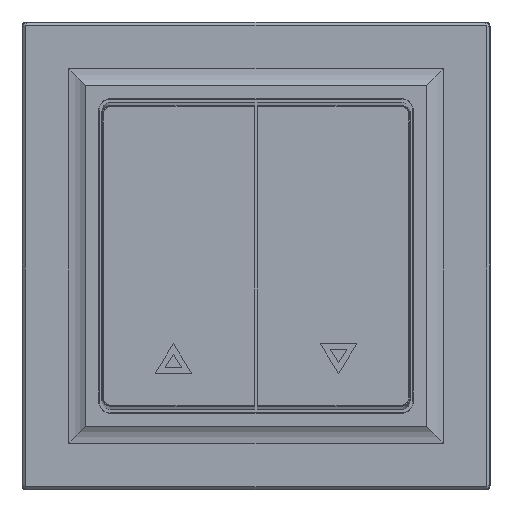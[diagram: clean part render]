
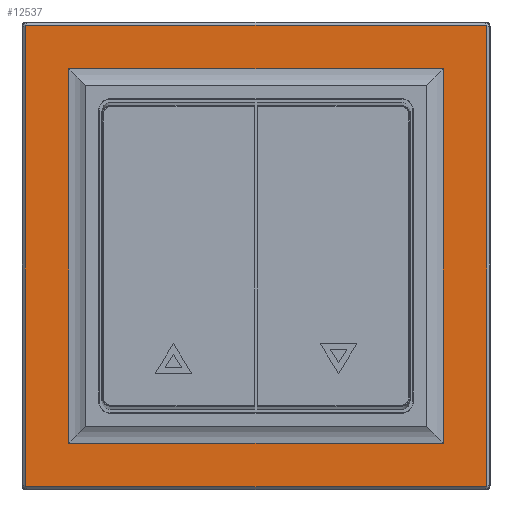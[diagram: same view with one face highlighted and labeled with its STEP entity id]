
A CAD part, top view. The second image highlights one B-rep face of the part: STEP entity #12537.
In plain terms, the highlighted planar face has unit normal (0, 0, 1).
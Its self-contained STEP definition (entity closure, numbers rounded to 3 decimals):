
#110 = CARTESIAN_POINT ( 'NONE',  ( 74.844, 8.357, 0.499 ) ) ;
#119 = DIRECTION ( 'NONE',  ( -1., 0., 0. ) ) ;
#311 = CARTESIAN_POINT ( 'NONE',  ( 82.675, 0.799, 0.499 ) ) ;
#690 = EDGE_LOOP ( 'NONE', ( #17330, #1652, #13202, #1441 ) ) ;
#784 = FACE_OUTER_BOUND ( 'NONE', #7750, .T. ) ;
#1150 = B_SPLINE_CURVE_WITH_KNOTS ( 'NONE', 3,
 ( #3118, #15542, #1624, #8087, #10977, #12367 ),
 .UNSPECIFIED., .F., .F.,
 ( 4, 2, 4 ),
 ( 0., 0.5, 1. ),
 .UNSPECIFIED. ) ;
#1338 = ORIENTED_EDGE ( 'NONE', *, *, #3285, .T. ) ;
#1349 = CARTESIAN_POINT ( 'NONE',  ( -0.273, 42., 0.499 ) ) ;
#1441 = ORIENTED_EDGE ( 'NONE', *, *, #15795, .T. ) ;
#1624 = CARTESIAN_POINT ( 'NONE',  ( 82.646, 83.343, 0.499 ) ) ;
#1652 = ORIENTED_EDGE ( 'NONE', *, *, #12765, .T. ) ;
#1763 = CARTESIAN_POINT ( 'NONE',  ( 82.402, 0.526, 0.499 ) ) ;
#1824 = VERTEX_POINT ( 'NONE', #14066 ) ;
#1956 = VECTOR ( 'NONE', #11085, 1000. ) ;
#2045 = CARTESIAN_POINT ( 'NONE',  ( 74.844, 12.357, 0.499 ) ) ;
#2193 = CARTESIAN_POINT ( 'NONE',  ( 7.558, 75.643, 0.499 ) ) ;
#3118 = CARTESIAN_POINT ( 'NONE',  ( 82.675, 83.201, 0.499 ) ) ;
#3167 = VECTOR ( 'NONE', #16377, 1000. ) ;
#3233 = CARTESIAN_POINT ( 'NONE',  ( -0.273, 0.799, 0.499 ) ) ;
#3285 = EDGE_CURVE ( 'NONE', #11061, #1824, #4090, .T. ) ;
#3303 = LINE ( 'NONE', #9390, #18538 ) ;
#3493 = ORIENTED_EDGE ( 'NONE', *, *, #17322, .T. ) ;
#3981 = CARTESIAN_POINT ( 'NONE',  ( -0.273, 0.799, 0.499 ) ) ;
#4090 = LINE ( 'NONE', #19342, #4665 ) ;
#4250 = EDGE_CURVE ( 'NONE', #17049, #18631, #14981, .T. ) ;
#4619 = EDGE_CURVE ( 'NONE', #18631, #17775, #10535, .T. ) ;
#4665 = VECTOR ( 'NONE', #10171, 1000. ) ;
#4741 = CARTESIAN_POINT ( 'NONE',  ( 82.544, 0.555, 0.499 ) ) ;
#4926 = VECTOR ( 'NONE', #6446, 1000. ) ;
#5019 = CARTESIAN_POINT ( 'NONE',  ( -0.072, 83.474, 0.499 ) ) ;
#5115 = CARTESIAN_POINT ( 'NONE',  ( -0.142, 83.444, 0.499 ) ) ;
#5219 = VERTEX_POINT ( 'NONE', #5734 ) ;
#5300 = DIRECTION ( 'NONE',  ( 1., 0., 0. ) ) ;
#5327 = VECTOR ( 'NONE', #9482, 1000. ) ;
#5538 = ORIENTED_EDGE ( 'NONE', *, *, #11965, .T. ) ;
#5606 = ORIENTED_EDGE ( 'NONE', *, *, #12112, .T. ) ;
#5734 = CARTESIAN_POINT ( 'NONE',  ( 82.675, 83.201, 0.499 ) ) ;
#6040 = LINE ( 'NONE', #12588, #1956 ) ;
#6446 = DIRECTION ( 'NONE',  ( 0., 1., 0. ) ) ;
#6765 = PLANE ( 'NONE',  #9203 ) ;
#6856 = DIRECTION ( 'NONE',  ( 1., 0., 0. ) ) ;
#6860 = CARTESIAN_POINT ( 'NONE',  ( -0.273, 0.727, 0.499 ) ) ;
#7065 = CARTESIAN_POINT ( 'NONE',  ( -0.142, 0.555, 0.499 ) ) ;
#7350 = VERTEX_POINT ( 'NONE', #14509 ) ;
#7750 = EDGE_LOOP ( 'NONE', ( #10643, #3493, #5606, #1338, #5538, #9637, #13148, #12494 ) ) ;
#8087 = CARTESIAN_POINT ( 'NONE',  ( 82.544, 83.444, 0.499 ) ) ;
#8198 = CARTESIAN_POINT ( 'NONE',  ( 70.844, 75.643, 0.499 ) ) ;
#8960 = VERTEX_POINT ( 'NONE', #110 ) ;
#9051 = CARTESIAN_POINT ( 'NONE',  ( 82.402, 0.526, 0.499 ) ) ;
#9203 = AXIS2_PLACEMENT_3D ( 'NONE', #17625, #11141, #6856 ) ;
#9348 = LINE ( 'NONE', #15119, #4926 ) ;
#9390 = CARTESIAN_POINT ( 'NONE',  ( 11.559, 8.357, 0.499 ) ) ;
#9482 = DIRECTION ( 'NONE',  ( 1., 0., 0. ) ) ;
#9637 = ORIENTED_EDGE ( 'NONE', *, *, #4250, .T. ) ;
#9733 = B_SPLINE_CURVE_WITH_KNOTS ( 'NONE', 3,
 ( #9051, #12310, #4741, #14000, #13612, #10922 ),
 .UNSPECIFIED., .F., .F.,
 ( 4, 2, 4 ),
 ( 0., 0.5, 1. ),
 .UNSPECIFIED. ) ;
#10161 = CARTESIAN_POINT ( 'NONE',  ( 0., 0.526, 0.499 ) ) ;
#10171 = DIRECTION ( 'NONE',  ( -1., 0., 0. ) ) ;
#10357 = CARTESIAN_POINT ( 'NONE',  ( -0.072, 0.526, 0.499 ) ) ;
#10391 = VERTEX_POINT ( 'NONE', #10945 ) ;
#10535 = B_SPLINE_CURVE_WITH_KNOTS ( 'NONE', 3,
 ( #3981, #6860, #16318, #7065, #10357, #10161 ),
 .UNSPECIFIED., .F., .F.,
 ( 4, 2, 4 ),
 ( 0., 0.5, 1. ),
 .UNSPECIFIED. ) ;
#10643 = ORIENTED_EDGE ( 'NONE', *, *, #10827, .T. ) ;
#10827 = EDGE_CURVE ( 'NONE', #19095, #16430, #9733, .T. ) ;
#10883 = CARTESIAN_POINT ( 'NONE',  ( 41.201, 0.526, 0.499 ) ) ;
#10897 = B_SPLINE_CURVE_WITH_KNOTS ( 'NONE', 3,
 ( #18692, #5019, #5115, #15470, #12390, #15764 ),
 .UNSPECIFIED., .F., .F.,
 ( 4, 2, 4 ),
 ( 0., 0.5, 1. ),
 .UNSPECIFIED. ) ;
#10922 = CARTESIAN_POINT ( 'NONE',  ( 82.675, 0.799, 0.499 ) ) ;
#10945 = CARTESIAN_POINT ( 'NONE',  ( 7.558, 8.357, 0.499 ) ) ;
#10977 = CARTESIAN_POINT ( 'NONE',  ( 82.474, 83.474, 0.499 ) ) ;
#11061 = VERTEX_POINT ( 'NONE', #12892 ) ;
#11085 = DIRECTION ( 'NONE',  ( 0., 1., 0. ) ) ;
#11141 = DIRECTION ( 'NONE',  ( 0., 0., 1. ) ) ;
#11163 = CARTESIAN_POINT ( 'NONE',  ( 0., 0.526, 0.499 ) ) ;
#11192 = VECTOR ( 'NONE', #13805, 1000. ) ;
#11703 = EDGE_CURVE ( 'NONE', #17775, #19095, #17351, .T. ) ;
#11965 = EDGE_CURVE ( 'NONE', #1824, #17049, #10897, .T. ) ;
#12112 = EDGE_CURVE ( 'NONE', #5219, #11061, #1150, .T. ) ;
#12310 = CARTESIAN_POINT ( 'NONE',  ( 82.474, 0.526, 0.499 ) ) ;
#12367 = CARTESIAN_POINT ( 'NONE',  ( 82.402, 83.474, 0.499 ) ) ;
#12390 = CARTESIAN_POINT ( 'NONE',  ( -0.273, 83.273, 0.499 ) ) ;
#12494 = ORIENTED_EDGE ( 'NONE', *, *, #11703, .T. ) ;
#12537 = ADVANCED_FACE ( 'NONE', ( #14428, #784 ), #6765, .T. ) ;
#12588 = CARTESIAN_POINT ( 'NONE',  ( 82.675, 42., 0.499 ) ) ;
#12765 = EDGE_CURVE ( 'NONE', #10391, #16617, #9348, .T. ) ;
#12892 = CARTESIAN_POINT ( 'NONE',  ( 82.402, 83.474, 0.499 ) ) ;
#13148 = ORIENTED_EDGE ( 'NONE', *, *, #4619, .T. ) ;
#13202 = ORIENTED_EDGE ( 'NONE', *, *, #16169, .T. ) ;
#13612 = CARTESIAN_POINT ( 'NONE',  ( 82.675, 0.727, 0.499 ) ) ;
#13805 = DIRECTION ( 'NONE',  ( 0., -1., 0. ) ) ;
#14000 = CARTESIAN_POINT ( 'NONE',  ( 82.646, 0.657, 0.499 ) ) ;
#14066 = CARTESIAN_POINT ( 'NONE',  ( 0., 83.474, 0.499 ) ) ;
#14428 = FACE_BOUND ( 'NONE', #690, .T. ) ;
#14509 = CARTESIAN_POINT ( 'NONE',  ( 74.844, 75.643, 0.499 ) ) ;
#14981 = LINE ( 'NONE', #1349, #3167 ) ;
#15119 = CARTESIAN_POINT ( 'NONE',  ( 7.558, 71.643, 0.499 ) ) ;
#15470 = CARTESIAN_POINT ( 'NONE',  ( -0.243, 83.343, 0.499 ) ) ;
#15542 = CARTESIAN_POINT ( 'NONE',  ( 82.675, 83.273, 0.499 ) ) ;
#15656 = VECTOR ( 'NONE', #5300, 1000. ) ;
#15764 = CARTESIAN_POINT ( 'NONE',  ( -0.273, 83.201, 0.499 ) ) ;
#15795 = EDGE_CURVE ( 'NONE', #7350, #8960, #16996, .T. ) ;
#16052 = LINE ( 'NONE', #8198, #15656 ) ;
#16169 = EDGE_CURVE ( 'NONE', #16617, #7350, #16052, .T. ) ;
#16318 = CARTESIAN_POINT ( 'NONE',  ( -0.243, 0.657, 0.499 ) ) ;
#16377 = DIRECTION ( 'NONE',  ( 0., -1., 0. ) ) ;
#16430 = VERTEX_POINT ( 'NONE', #311 ) ;
#16617 = VERTEX_POINT ( 'NONE', #2193 ) ;
#16996 = LINE ( 'NONE', #2045, #11192 ) ;
#17049 = VERTEX_POINT ( 'NONE', #19421 ) ;
#17322 = EDGE_CURVE ( 'NONE', #16430, #5219, #6040, .T. ) ;
#17330 = ORIENTED_EDGE ( 'NONE', *, *, #17597, .T. ) ;
#17351 = LINE ( 'NONE', #10883, #5327 ) ;
#17597 = EDGE_CURVE ( 'NONE', #8960, #10391, #3303, .T. ) ;
#17625 = CARTESIAN_POINT ( 'NONE',  ( 41.201, 42., 0.499 ) ) ;
#17775 = VERTEX_POINT ( 'NONE', #11163 ) ;
#18538 = VECTOR ( 'NONE', #119, 1000. ) ;
#18631 = VERTEX_POINT ( 'NONE', #3233 ) ;
#18692 = CARTESIAN_POINT ( 'NONE',  ( 0., 83.474, 0.499 ) ) ;
#19095 = VERTEX_POINT ( 'NONE', #1763 ) ;
#19342 = CARTESIAN_POINT ( 'NONE',  ( 41.201, 83.474, 0.499 ) ) ;
#19421 = CARTESIAN_POINT ( 'NONE',  ( -0.273, 83.201, 0.499 ) ) ;
